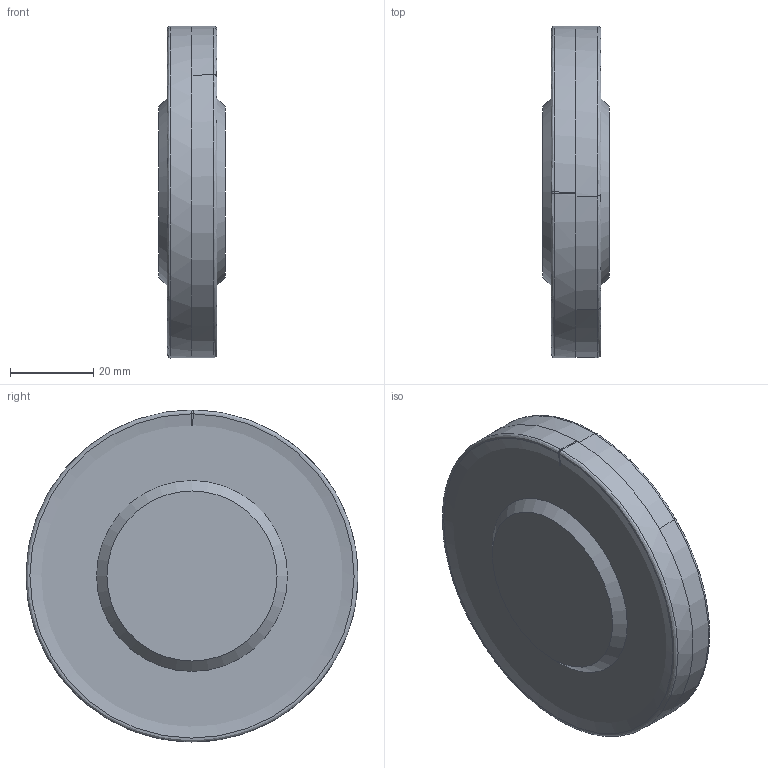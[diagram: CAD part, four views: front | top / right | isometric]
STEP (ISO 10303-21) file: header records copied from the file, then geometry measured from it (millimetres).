
FILE_DESCRIPTION(/* description */ (''),/* implementation_level */ '2;1');
FILE_NAME(/* name */ 'ASDM-CC09-D80x12-d27-Z08.stp',/* time_stamp */ '2023-10-05T18:48:15+03:00',/* author */ (''),/* organization */ (''),/* preprocessor_version */ 'ST-DEVELOPER v19.4',/* originating_system */ 'SIEMENS PLM Software NX2306.5001',/* authorisation */ '');
FILE_SCHEMA (('AUTOMOTIVE_DESIGN { 1 0 10303 214 3 1 1 1 }'));
Length unit declared in the file: millimetre
Products named in the file (1): ASDM-CC09-D80x12-d27-Z08-LIGHT_x_t_objects
Bounding box: 16 x 80 x 80 mm (x, y, z)
Volume: 83276.3 mm3; surface area: 21416.6 mm2
Topology: 2 solids, 2 shells, 33 faces, 69 edges, 40 vertices
Faces by surface type: bspline 24, plane 4, torus 2, cone 2, cylinder 1
Full cylindrical faces by diameter (mm): 78.5 x1
Entity records: 1136 total; most frequent: CARTESIAN_POINT 466, DIRECTION 132, ORIENTED_EDGE 128, EDGE_CURVE 64, AXIS2_PLACEMENT_3D 58, CIRCLE 48, EDGE_LOOP 40, VERTEX_POINT 40
